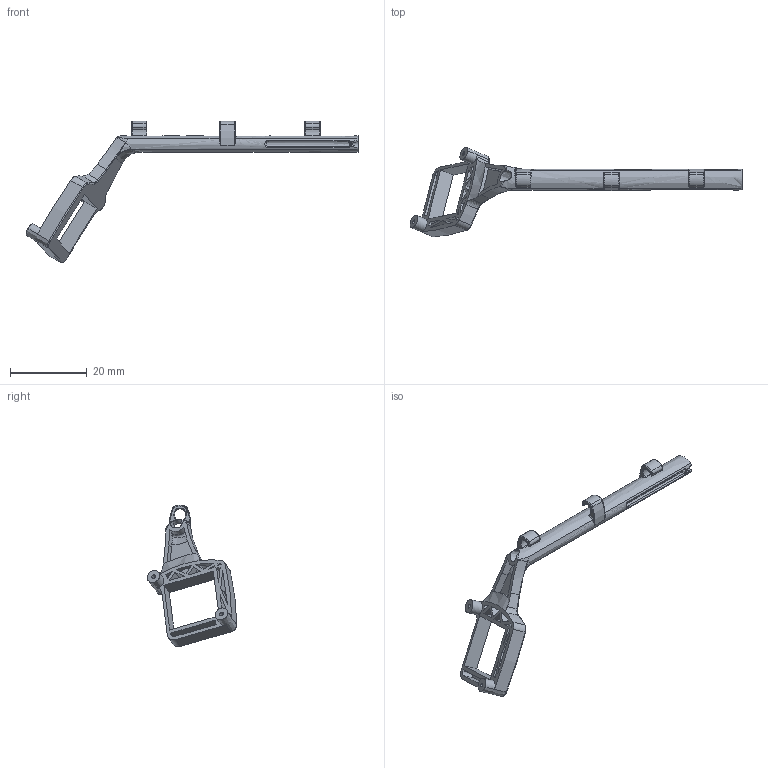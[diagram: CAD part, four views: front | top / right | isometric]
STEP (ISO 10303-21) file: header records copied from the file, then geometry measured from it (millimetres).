
FILE_DESCRIPTION(/* description */ (''),/* implementation_level */ '2;1');
FILE_NAME(/* name */ 'MICROS~1',/* time_stamp */ '2012-10-17T18:29:28+02:00',/* author */ (''),/* organization */ (''),/* preprocessor_version */ 'ST-DEVELOPER v14',/* originating_system */ '',/* authorisation */ '');
FILE_SCHEMA (('CONFIG_CONTROL_DESIGN'));
Length unit declared in the file: millimetre
Products named in the file (1): Document
Bounding box: 86.5 x 23.33 x 36.88 mm (x, y, z)
Volume: 1714.6 mm3; surface area: 3568 mm2
Topology: 1 solids, 1 shells, 284 faces, 723 edges, 431 vertices
Faces by surface type: bspline 218, plane 66
Entity records: 16371 total; most frequent: CARTESIAN_POINT 12149, ORIENTED_EDGE 1420, EDGE_CURVE 710, VERTEX_POINT 431, B_SPLINE_CURVE_WITH_KNOTS 430, EDGE_LOOP 299, ADVANCED_FACE 284, FACE_OUTER_BOUND 284
